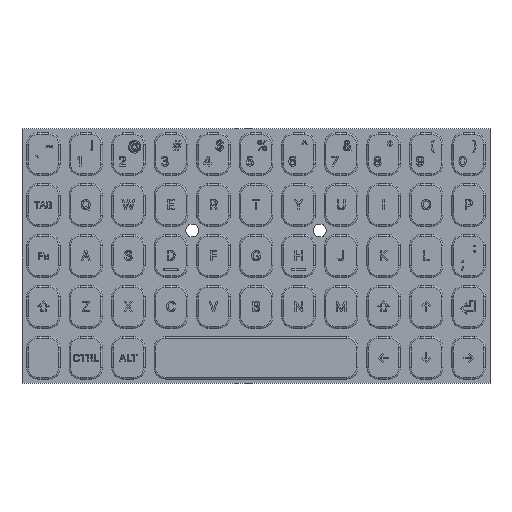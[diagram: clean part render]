
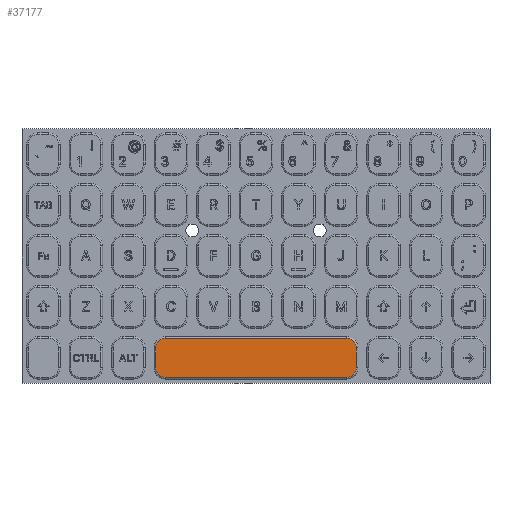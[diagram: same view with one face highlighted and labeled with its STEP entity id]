
A CAD part, top view. The second image highlights one B-rep face of the part: STEP entity #37177.
In plain terms, the highlighted planar face has unit normal (0, 0, 1).
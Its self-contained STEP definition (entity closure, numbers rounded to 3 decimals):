
#2153=PLANE('',#39960);
#3470=LINE('',#53931,#6891);
#3472=LINE('',#53943,#6893);
#3474=LINE('',#53955,#6895);
#3476=LINE('',#53964,#6897);
#6891=VECTOR('',#44226,10.);
#6893=VECTOR('',#44240,10.);
#6895=VECTOR('',#44254,10.);
#6897=VECTOR('',#44266,10.);
#10753=FACE_OUTER_BOUND('',#13042,.T.);
#13042=EDGE_LOOP('',(#26922,#26923,#26924,#26925,#26926,#26927,#26928,#26929));
#15599=CIRCLE('',#39934,1.5);
#15602=CIRCLE('',#39939,1.5);
#15606=CIRCLE('',#39945,1.5);
#15610=CIRCLE('',#39951,1.5);
#16866=VERTEX_POINT('',#53919);
#16869=VERTEX_POINT('',#53924);
#16871=VERTEX_POINT('',#53929);
#16873=VERTEX_POINT('',#53935);
#16875=VERTEX_POINT('',#53941);
#16877=VERTEX_POINT('',#53947);
#16879=VERTEX_POINT('',#53953);
#16881=VERTEX_POINT('',#53959);
#20730=EDGE_CURVE('',#16869,#16866,#15599,.T.);
#20732=EDGE_CURVE('',#16871,#16869,#3470,.T.);
#20735=EDGE_CURVE('',#16873,#16871,#15602,.T.);
#20738=EDGE_CURVE('',#16875,#16873,#3472,.T.);
#20741=EDGE_CURVE('',#16877,#16875,#15606,.T.);
#20744=EDGE_CURVE('',#16879,#16877,#3474,.T.);
#20747=EDGE_CURVE('',#16881,#16879,#15610,.T.);
#20749=EDGE_CURVE('',#16866,#16881,#3476,.T.);
#26922=ORIENTED_EDGE('',*,*,#20730,.F.);
#26923=ORIENTED_EDGE('',*,*,#20732,.F.);
#26924=ORIENTED_EDGE('',*,*,#20735,.F.);
#26925=ORIENTED_EDGE('',*,*,#20738,.F.);
#26926=ORIENTED_EDGE('',*,*,#20741,.F.);
#26927=ORIENTED_EDGE('',*,*,#20744,.F.);
#26928=ORIENTED_EDGE('',*,*,#20747,.F.);
#26929=ORIENTED_EDGE('',*,*,#20749,.F.);
#37177=ADVANCED_FACE('',(#10753),#2153,.T.);
#39934=AXIS2_PLACEMENT_3D('',#53926,#44220,#44221);
#39939=AXIS2_PLACEMENT_3D('',#53937,#44232,#44233);
#39945=AXIS2_PLACEMENT_3D('',#53949,#44246,#44247);
#39951=AXIS2_PLACEMENT_3D('',#53961,#44260,#44261);
#39960=AXIS2_PLACEMENT_3D('',#53984,#44287,#44288);
#44220=DIRECTION('center_axis',(0.,0.,-1.));
#44221=DIRECTION('ref_axis',(-0.707,-0.707,0.));
#44226=DIRECTION('',(-1.,0.,0.));
#44232=DIRECTION('center_axis',(0.,0.,-1.));
#44233=DIRECTION('ref_axis',(0.707,-0.707,0.));
#44240=DIRECTION('',(0.,-1.,0.));
#44246=DIRECTION('center_axis',(0.,0.,-1.));
#44247=DIRECTION('ref_axis',(0.707,0.707,0.));
#44254=DIRECTION('',(1.,0.,0.));
#44260=DIRECTION('center_axis',(0.,0.,-1.));
#44261=DIRECTION('ref_axis',(-0.707,0.707,0.));
#44266=DIRECTION('',(0.,1.,0.));
#44287=DIRECTION('center_axis',(0.,0.,1.));
#44288=DIRECTION('ref_axis',(1.,0.,0.));
#53919=CARTESIAN_POINT('',(-15.55,-17.35,2.5));
#53924=CARTESIAN_POINT('',(-14.05,-18.85,2.5));
#53926=CARTESIAN_POINT('Origin',(-14.05,-17.35,2.5));
#53929=CARTESIAN_POINT('',(14.05,-18.85,2.5));
#53931=CARTESIAN_POINT('',(-7.025,-18.85,2.5));
#53935=CARTESIAN_POINT('',(15.55,-17.35,2.5));
#53937=CARTESIAN_POINT('Origin',(14.05,-17.35,2.5));
#53941=CARTESIAN_POINT('',(15.55,-14.25,2.5));
#53943=CARTESIAN_POINT('',(15.55,-16.575,2.5));
#53947=CARTESIAN_POINT('',(14.05,-12.75,2.5));
#53949=CARTESIAN_POINT('Origin',(14.05,-14.25,2.5));
#53953=CARTESIAN_POINT('',(-14.05,-12.75,2.5));
#53955=CARTESIAN_POINT('',(7.025,-12.75,2.5));
#53959=CARTESIAN_POINT('',(-15.55,-14.25,2.5));
#53961=CARTESIAN_POINT('Origin',(-14.05,-14.25,2.5));
#53964=CARTESIAN_POINT('',(-15.55,-15.025,2.5));
#53984=CARTESIAN_POINT('Origin',(0.,-15.8,
2.5));
